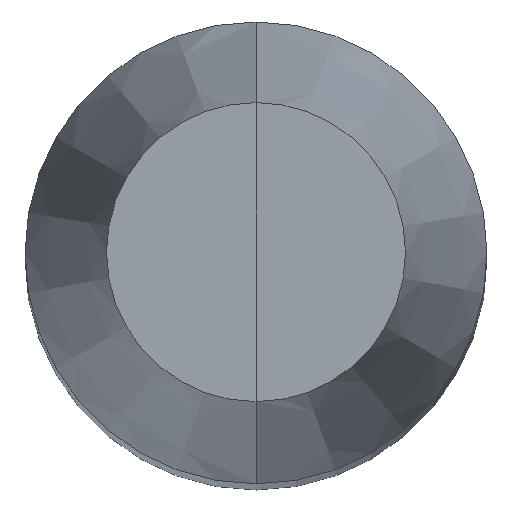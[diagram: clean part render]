
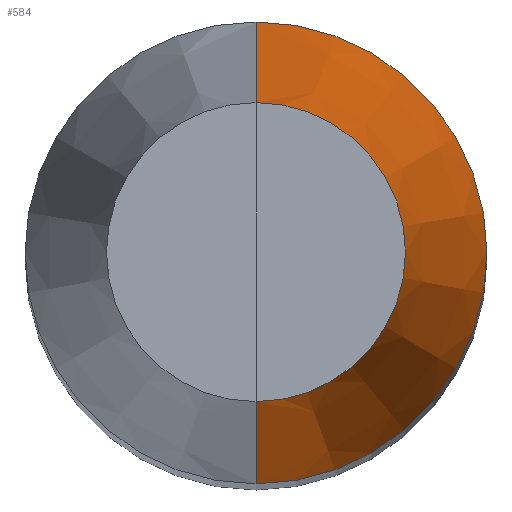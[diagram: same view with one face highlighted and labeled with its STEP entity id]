
A CAD part, top view. The second image highlights one B-rep face of the part: STEP entity #584.
In plain terms, the highlighted conical face has half-angle 10 degrees and reference radius 1.5 mm.
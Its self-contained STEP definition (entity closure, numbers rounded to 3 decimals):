
#470 = CYLINDRICAL_SURFACE('',#471,1.5);
#471 = AXIS2_PLACEMENT_3D('',#472,#473,#474);
#472 = CARTESIAN_POINT('',(0.,0.,-25.8));
#473 = DIRECTION('',(0.,0.,1.));
#474 = DIRECTION('',(0.,-1.,0.));
#508 = VERTEX_POINT('',#509);
#509 = CARTESIAN_POINT('',(0.,1.5,-3.));
#535 = EDGE_CURVE('',#536,#508,#538,.T.);
#536 = VERTEX_POINT('',#537);
#537 = CARTESIAN_POINT('',(0.,-1.5,-3.));
#538 = SURFACE_CURVE('',#539,(#544,#551),.PCURVE_S1.);
#539 = CIRCLE('',#540,1.5);
#540 = AXIS2_PLACEMENT_3D('',#541,#542,#543);
#541 = CARTESIAN_POINT('',(0.,0.,-3.));
#542 = DIRECTION('',(0.,0.,1.));
#543 = DIRECTION('',(0.,-1.,0.));
#544 = PCURVE('',#470,#545);
#545 = DEFINITIONAL_REPRESENTATION('',(#546),#550);
#546 = LINE('',#547,#548);
#547 = CARTESIAN_POINT('',(0.,22.8));
#548 = VECTOR('',#549,1.);
#549 = DIRECTION('',(1.,0.));
#550 = ( GEOMETRIC_REPRESENTATION_CONTEXT(2) 
PARAMETRIC_REPRESENTATION_CONTEXT() REPRESENTATION_CONTEXT('2D SPACE',''
  ) );
#551 = PCURVE('',#552,#557);
#552 = CONICAL_SURFACE('',#553,1.5,0.175);
#553 = AXIS2_PLACEMENT_3D('',#554,#555,#556);
#554 = CARTESIAN_POINT('',(0.,0.,-3.));
#555 = DIRECTION('',(-0.,-0.,-1.));
#556 = DIRECTION('',(0.,-1.,0.));
#557 = DEFINITIONAL_REPRESENTATION('',(#558),#562);
#558 = LINE('',#559,#560);
#559 = CARTESIAN_POINT('',(-0.,-0.));
#560 = VECTOR('',#561,1.);
#561 = DIRECTION('',(-1.,-0.));
#562 = ( GEOMETRIC_REPRESENTATION_CONTEXT(2) 
PARAMETRIC_REPRESENTATION_CONTEXT() REPRESENTATION_CONTEXT('2D SPACE',''
  ) );
#584 = ADVANCED_FACE('',(#585),#552,.T.);
#585 = FACE_BOUND('',#586,.T.);
#586 = EDGE_LOOP('',(#587,#588,#616,#645));
#587 = ORIENTED_EDGE('',*,*,#535,.T.);
#588 = ORIENTED_EDGE('',*,*,#589,.T.);
#589 = EDGE_CURVE('',#508,#590,#592,.T.);
#590 = VERTEX_POINT('',#591);
#591 = CARTESIAN_POINT('',(0.,0.971,0.));
#592 = SURFACE_CURVE('',#593,(#597,#604),.PCURVE_S1.);
#593 = LINE('',#594,#595);
#594 = CARTESIAN_POINT('',(0.,1.5,-3.));
#595 = VECTOR('',#596,1.);
#596 = DIRECTION('',(0.,-0.174,0.985)
  );
#597 = PCURVE('',#552,#598);
#598 = DEFINITIONAL_REPRESENTATION('',(#599),#603);
#599 = LINE('',#600,#601);
#600 = CARTESIAN_POINT('',(-3.142,-0.));
#601 = VECTOR('',#602,1.);
#602 = DIRECTION('',(-0.,-1.));
#603 = ( GEOMETRIC_REPRESENTATION_CONTEXT(2) 
PARAMETRIC_REPRESENTATION_CONTEXT() REPRESENTATION_CONTEXT('2D SPACE',''
  ) );
#604 = PCURVE('',#605,#610);
#605 = CONICAL_SURFACE('',#606,1.5,0.175);
#606 = AXIS2_PLACEMENT_3D('',#607,#608,#609);
#607 = CARTESIAN_POINT('',(0.,0.,-3.));
#608 = DIRECTION('',(-0.,-0.,-1.));
#609 = DIRECTION('',(0.,-1.,0.));
#610 = DEFINITIONAL_REPRESENTATION('',(#611),#615);
#611 = LINE('',#612,#613);
#612 = CARTESIAN_POINT('',(3.142,-0.));
#613 = VECTOR('',#614,1.);
#614 = DIRECTION('',(0.,-1.));
#615 = ( GEOMETRIC_REPRESENTATION_CONTEXT(2) 
PARAMETRIC_REPRESENTATION_CONTEXT() REPRESENTATION_CONTEXT('2D SPACE',''
  ) );
#616 = ORIENTED_EDGE('',*,*,#617,.F.);
#617 = EDGE_CURVE('',#618,#590,#620,.T.);
#618 = VERTEX_POINT('',#619);
#619 = CARTESIAN_POINT('',(0.,-0.971,0.));
#620 = SURFACE_CURVE('',#621,(#626,#633),.PCURVE_S1.);
#621 = CIRCLE('',#622,0.971);
#622 = AXIS2_PLACEMENT_3D('',#623,#624,#625);
#623 = CARTESIAN_POINT('',(0.,0.,0.));
#624 = DIRECTION('',(0.,0.,1.));
#625 = DIRECTION('',(0.,-1.,0.));
#626 = PCURVE('',#552,#627);
#627 = DEFINITIONAL_REPRESENTATION('',(#628),#632);
#628 = LINE('',#629,#630);
#629 = CARTESIAN_POINT('',(-0.,-3.));
#630 = VECTOR('',#631,1.);
#631 = DIRECTION('',(-1.,-0.));
#632 = ( GEOMETRIC_REPRESENTATION_CONTEXT(2) 
PARAMETRIC_REPRESENTATION_CONTEXT() REPRESENTATION_CONTEXT('2D SPACE',''
  ) );
#633 = PCURVE('',#634,#639);
#634 = PLANE('',#635);
#635 = AXIS2_PLACEMENT_3D('',#636,#637,#638);
#636 = CARTESIAN_POINT('',(0.,0.,0.));
#637 = DIRECTION('',(0.,0.,1.));
#638 = DIRECTION('',(0.,-1.,0.));
#639 = DEFINITIONAL_REPRESENTATION('',(#640),#644);
#640 = CIRCLE('',#641,0.971);
#641 = AXIS2_PLACEMENT_2D('',#642,#643);
#642 = CARTESIAN_POINT('',(0.,0.));
#643 = DIRECTION('',(1.,0.));
#644 = ( GEOMETRIC_REPRESENTATION_CONTEXT(2) 
PARAMETRIC_REPRESENTATION_CONTEXT() REPRESENTATION_CONTEXT('2D SPACE',''
  ) );
#645 = ORIENTED_EDGE('',*,*,#646,.F.);
#646 = EDGE_CURVE('',#536,#618,#647,.T.);
#647 = SURFACE_CURVE('',#648,(#652,#659),.PCURVE_S1.);
#648 = LINE('',#649,#650);
#649 = CARTESIAN_POINT('',(0.,-1.5,-3.));
#650 = VECTOR('',#651,1.);
#651 = DIRECTION('',(0.,0.174,0.985));
#652 = PCURVE('',#552,#653);
#653 = DEFINITIONAL_REPRESENTATION('',(#654),#658);
#654 = LINE('',#655,#656);
#655 = CARTESIAN_POINT('',(-0.,-0.));
#656 = VECTOR('',#657,1.);
#657 = DIRECTION('',(-0.,-1.));
#658 = ( GEOMETRIC_REPRESENTATION_CONTEXT(2) 
PARAMETRIC_REPRESENTATION_CONTEXT() REPRESENTATION_CONTEXT('2D SPACE',''
  ) );
#659 = PCURVE('',#605,#660);
#660 = DEFINITIONAL_REPRESENTATION('',(#661),#665);
#661 = LINE('',#662,#663);
#662 = CARTESIAN_POINT('',(0.,-0.));
#663 = VECTOR('',#664,1.);
#664 = DIRECTION('',(0.,-1.));
#665 = ( GEOMETRIC_REPRESENTATION_CONTEXT(2) 
PARAMETRIC_REPRESENTATION_CONTEXT() REPRESENTATION_CONTEXT('2D SPACE',''
  ) );
